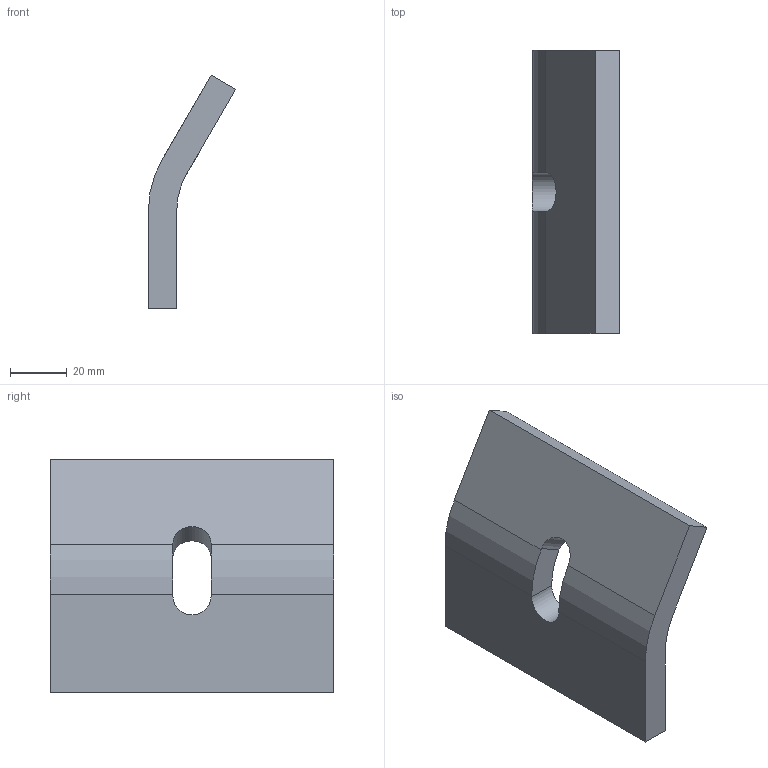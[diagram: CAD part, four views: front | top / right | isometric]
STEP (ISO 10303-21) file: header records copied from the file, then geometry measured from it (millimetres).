
FILE_DESCRIPTION((''),'2;1');
FILE_NAME('131607.stp','2010-07-15T15:00:48',('DMK009'),(''),'Autodesk Inventor 2010','Autodesk Inventor 2010','');
FILE_SCHEMA(('AUTOMOTIVE_DESIGN { 1 0 10303 214 1 1 1 1 }'));
Length unit declared in the file: millimetre
Products named in the file (1): MPT-Trägerplatte 131607
Bounding box: 30.75 x 100 x 82.44 mm (x, y, z)
Volume: 81612.9 mm3; surface area: 20789.3 mm2
Topology: 1 solids, 1 shells, 16 faces, 48 edges, 32 vertices
Faces by surface type: plane 10, cylinder 6
Entity records: 574 total; most frequent: CARTESIAN_POINT 97, ORIENTED_EDGE 96, DIRECTION 94, EDGE_CURVE 48, VECTOR 36, LINE 36, VERTEX_POINT 32, AXIS2_PLACEMENT_3D 29
